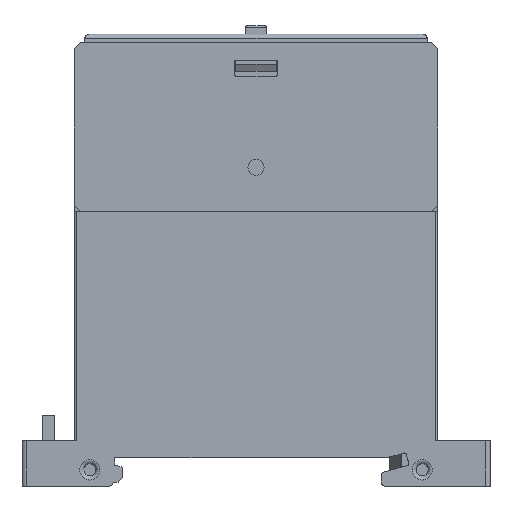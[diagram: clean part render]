
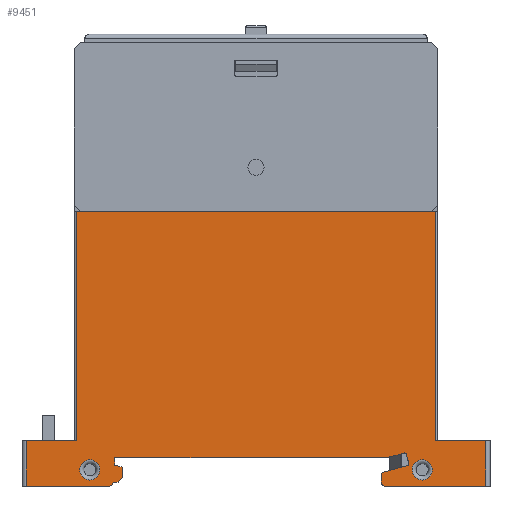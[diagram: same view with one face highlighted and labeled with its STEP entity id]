
A CAD part, front view. The second image highlights one B-rep face of the part: STEP entity #9451.
In plain terms, the highlighted planar face has unit normal (0, -1, 0).
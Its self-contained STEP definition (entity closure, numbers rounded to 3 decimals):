
#2635=PLANE('',#25547);
#4668=LINE('',#37437,#7336);
#4672=LINE('',#37446,#7340);
#4702=LINE('',#37519,#7370);
#4712=LINE('',#37545,#7380);
#4714=LINE('',#37554,#7382);
#4716=LINE('',#37563,#7384);
#4718=LINE('',#37572,#7386);
#4722=LINE('',#37588,#7390);
#4724=LINE('',#37594,#7392);
#4759=LINE('',#37677,#7427);
#4786=LINE('',#37743,#7454);
#4807=LINE('',#37789,#7475);
#4966=LINE('',#38625,#7634);
#4996=LINE('',#38690,#7664);
#5056=LINE('',#38822,#7724);
#5078=LINE('',#38893,#7746);
#5079=LINE('',#38894,#7747);
#5080=LINE('',#38897,#7748);
#5081=LINE('',#38901,#7749);
#7336=VECTOR('',#29191,1.);
#7340=VECTOR('',#29197,1.);
#7370=VECTOR('',#29251,1.);
#7380=VECTOR('',#29273,1.);
#7382=VECTOR('',#29281,1.);
#7384=VECTOR('',#29289,1.);
#7386=VECTOR('',#29297,1.);
#7390=VECTOR('',#29311,1.);
#7392=VECTOR('',#29317,1.);
#7427=VECTOR('',#29388,1.);
#7454=VECTOR('',#29453,1.);
#7475=VECTOR('',#29492,1.);
#7634=VECTOR('',#29659,1.);
#7664=VECTOR('',#29709,1.);
#7724=VECTOR('',#29799,1.);
#7746=VECTOR('',#29873,1.);
#7747=VECTOR('',#29874,1.);
#7748=VECTOR('',#29877,1.);
#7749=VECTOR('',#29880,1.);
#9451=ADVANCED_FACE('',(#9984,#9985,#9986),#2635,.F.);
#9984=FACE_BOUND('',#10630,.T.);
#9985=FACE_BOUND('',#10631,.T.);
#9986=FACE_BOUND('',#10632,.T.);
#10630=EDGE_LOOP('',(#14126,#14127,#14128,#14129,#14130,#14131,#14132,#14133,
#14134,#14135,#14136,#14137,#14138,#14139,#14140,#14141,#14142,#14143,#14144,
#14145,#14146,#14147,#14148,#14149));
#10631=EDGE_LOOP('',(#14150));
#10632=EDGE_LOOP('',(#14151));
#14126=ORIENTED_EDGE('',*,*,#21616,.T.);
#14127=ORIENTED_EDGE('',*,*,#22140,.T.);
#14128=ORIENTED_EDGE('',*,*,#21620,.T.);
#14129=ORIENTED_EDGE('',*,*,#22000,.T.);
#14130=ORIENTED_EDGE('',*,*,#21612,.T.);
#14131=ORIENTED_EDGE('',*,*,#21710,.T.);
#14132=ORIENTED_EDGE('',*,*,#21678,.F.);
#14133=ORIENTED_EDGE('',*,*,#21560,.F.);
#14134=ORIENTED_EDGE('',*,*,#21627,.T.);
#14135=ORIENTED_EDGE('',*,*,#21630,.T.);
#14136=ORIENTED_EDGE('',*,*,#22141,.T.);
#14137=ORIENTED_EDGE('',*,*,#21556,.F.);
#14138=ORIENTED_EDGE('',*,*,#21735,.F.);
#14139=ORIENTED_EDGE('',*,*,#21595,.F.);
#14140=ORIENTED_EDGE('',*,*,#21677,.F.);
#14141=ORIENTED_EDGE('',*,*,#21672,.F.);
#14142=ORIENTED_EDGE('',*,*,#22142,.T.);
#14143=ORIENTED_EDGE('',*,*,#22143,.T.);
#14144=ORIENTED_EDGE('',*,*,#22144,.T.);
#14145=ORIENTED_EDGE('',*,*,#22145,.T.);
#14146=ORIENTED_EDGE('',*,*,#21623,.T.);
#14147=ORIENTED_EDGE('',*,*,#22035,.F.);
#14148=ORIENTED_EDGE('',*,*,#21608,.T.);
#14149=ORIENTED_EDGE('',*,*,#22107,.F.);
#14150=ORIENTED_EDGE('',*,*,#22138,.F.);
#14151=ORIENTED_EDGE('',*,*,#22146,.F.);
#17832=VERTEX_POINT('',#37436);
#17833=VERTEX_POINT('',#37438);
#17836=VERTEX_POINT('',#37445);
#17837=VERTEX_POINT('',#37447);
#17865=VERTEX_POINT('',#37514);
#17867=VERTEX_POINT('',#37518);
#17877=VERTEX_POINT('',#37544);
#17878=VERTEX_POINT('',#37546);
#17881=VERTEX_POINT('',#37553);
#17882=VERTEX_POINT('',#37555);
#17885=VERTEX_POINT('',#37562);
#17886=VERTEX_POINT('',#37564);
#17889=VERTEX_POINT('',#37571);
#17890=VERTEX_POINT('',#37573);
#17891=VERTEX_POINT('',#37577);
#17893=VERTEX_POINT('',#37580);
#17895=VERTEX_POINT('',#37586);
#17898=VERTEX_POINT('',#37593);
#17928=VERTEX_POINT('',#37676);
#17929=VERTEX_POINT('',#37678);
#17931=VERTEX_POINT('',#37688);
#18329=VERTEX_POINT('',#38888);
#18331=VERTEX_POINT('',#38896);
#18332=VERTEX_POINT('',#38898);
#18333=VERTEX_POINT('',#38900);
#18334=VERTEX_POINT('',#38903);
#21556=EDGE_CURVE('',#17832,#17833,#4668,.T.);
#21560=EDGE_CURVE('',#17836,#17837,#4672,.T.);
#21595=EDGE_CURVE('',#17867,#17865,#4702,.T.);
#21608=EDGE_CURVE('',#17878,#17877,#4712,.T.);
#21612=EDGE_CURVE('',#17882,#17881,#4714,.T.);
#21616=EDGE_CURVE('',#17886,#17885,#4716,.T.);
#21620=EDGE_CURVE('',#17890,#17889,#4718,.T.);
#21623=EDGE_CURVE('',#17893,#17891,#24182,.T.);
#21627=EDGE_CURVE('',#17836,#17895,#4722,.T.);
#21630=EDGE_CURVE('',#17895,#17898,#4724,.T.);
#21672=EDGE_CURVE('',#17928,#17929,#4759,.T.);
#21677=EDGE_CURVE('',#17929,#17867,#24191,.T.);
#21678=EDGE_CURVE('',#17837,#17931,#24192,.T.);
#21710=EDGE_CURVE('',#17881,#17931,#4786,.T.);
#21735=EDGE_CURVE('',#17865,#17832,#4807,.T.);
#22000=EDGE_CURVE('',#17889,#17882,#4966,.T.);
#22035=EDGE_CURVE('',#17878,#17891,#4996,.T.);
#22107=EDGE_CURVE('',#17886,#17877,#5056,.T.);
#22138=EDGE_CURVE('',#18329,#18329,#24234,.T.);
#22140=EDGE_CURVE('',#17885,#17890,#5078,.T.);
#22141=EDGE_CURVE('',#17898,#17833,#5079,.T.);
#22142=EDGE_CURVE('',#17928,#18331,#24236,.T.);
#22143=EDGE_CURVE('',#18331,#18332,#5080,.T.);
#22144=EDGE_CURVE('',#18332,#18333,#24237,.T.);
#22145=EDGE_CURVE('',#18333,#17893,#5081,.T.);
#22146=EDGE_CURVE('',#18334,#18334,#24238,.T.);
#24182=CIRCLE('',#25438,0.5);
#24191=CIRCLE('',#25463,0.2);
#24192=CIRCLE('',#25465,0.5);
#24234=CIRCLE('',#25540,1.25);
#24236=CIRCLE('',#25544,0.2);
#24237=CIRCLE('',#25545,0.5);
#24238=CIRCLE('',#25546,1.25);
#25438=AXIS2_PLACEMENT_3D('',#37579,#29303,#29304);
#25463=AXIS2_PLACEMENT_3D('',#37685,#29396,#29397);
#25465=AXIS2_PLACEMENT_3D('',#37687,#29400,#29401);
#25540=AXIS2_PLACEMENT_3D('',#38887,#29865,#29866);
#25544=AXIS2_PLACEMENT_3D('',#38895,#29875,#29876);
#25545=AXIS2_PLACEMENT_3D('',#38899,#29878,#29879);
#25546=AXIS2_PLACEMENT_3D('',#38902,#29881,#29882);
#25547=AXIS2_PLACEMENT_3D('',#38904,#29883,#29884);
#29191=DIRECTION('',(0.,0.,-1.));
#29197=DIRECTION('',(-1.,0.,0.));
#29251=DIRECTION('',(-0.966,0.,-0.259));
#29273=DIRECTION('',(0.,0.,1.));
#29281=DIRECTION('',(0.,0.,-1.));
#29289=DIRECTION('',(0.,0.,1.));
#29297=DIRECTION('',(0.,0.,-1.));
#29303=DIRECTION('',(0.,-1.,0.));
#29304=DIRECTION('',(-0.707,0.,-0.707));
#29311=DIRECTION('',(0.643,0.,0.766));
#29317=DIRECTION('',(0.,0.,1.));
#29388=DIRECTION('',(-0.259,0.,0.966));
#29396=DIRECTION('',(0.,-1.,0.));
#29397=DIRECTION('',(0.5,0.,0.866));
#29400=DIRECTION('',(0.,1.,0.));
#29401=DIRECTION('',(0.707,0.,-0.707));
#29453=DIRECTION('',(1.,0.,0.));
#29492=DIRECTION('',(-1.,0.,0.));
#29659=DIRECTION('',(-1.,0.,0.));
#29709=DIRECTION('',(-1.,0.,0.));
#29799=DIRECTION('',(1.,0.,0.));
#29865=DIRECTION('',(0.,-1.,0.));
#29866=DIRECTION('',(-1.,0.,0.));
#29873=DIRECTION('',(-1.,0.,0.));
#29874=DIRECTION('',(-0.966,0.,0.259));
#29875=DIRECTION('',(0.,1.,0.));
#29876=DIRECTION('',(0.866,0.,-0.5));
#29877=DIRECTION('',(-0.966,0.,-0.259));
#29878=DIRECTION('',(0.,-1.,0.));
#29879=DIRECTION('',(-0.793,0.,0.609));
#29880=DIRECTION('',(0.,0.,-1.));
#29881=DIRECTION('',(0.,-1.,0.));
#29882=DIRECTION('',(-1.,0.,0.));
#29883=DIRECTION('',(0.,1.,0.));
#29884=DIRECTION('',(0.,0.,-1.));
#37436=CARTESIAN_POINT('',(-17.5,0.,3.5));
#37437=CARTESIAN_POINT('',(-17.5,0.,3.5));
#37438=CARTESIAN_POINT('',(-17.5,0.,2.6));
#37445=CARTESIAN_POINT('',(-17.1,0.,0.5));
#37446=CARTESIAN_POINT('',(-17.1,0.,0.5));
#37447=CARTESIAN_POINT('',(-17.7,0.,0.5));
#37514=CARTESIAN_POINT('',(16.177,0.,3.5));
#37518=CARTESIAN_POINT('',(18.393,0.,4.094));
#37519=CARTESIAN_POINT('',(18.586,0.,4.145));
#37544=CARTESIAN_POINT('',(28.5,0.,5.6));
#37545=CARTESIAN_POINT('',(28.5,0.,0.));
#37546=CARTESIAN_POINT('',(28.5,0.,0.));
#37553=CARTESIAN_POINT('',(-28.5,0.,0.));
#37554=CARTESIAN_POINT('',(-28.5,0.,5.6));
#37555=CARTESIAN_POINT('',(-28.5,0.,5.6));
#37562=CARTESIAN_POINT('',(22.3,0.,34.));
#37563=CARTESIAN_POINT('',(22.3,0.,5.6));
#37564=CARTESIAN_POINT('',(22.3,0.,5.6));
#37571=CARTESIAN_POINT('',(-22.3,0.,5.6));
#37572=CARTESIAN_POINT('',(-22.3,0.,34.));
#37573=CARTESIAN_POINT('',(-22.3,0.,34.));
#37577=CARTESIAN_POINT('',(16.,0.,0.));
#37579=CARTESIAN_POINT('',(16.,0.,0.5));
#37580=CARTESIAN_POINT('',(15.5,0.,0.5));
#37586=CARTESIAN_POINT('',(-16.6,0.,1.096));
#37588=CARTESIAN_POINT('',(-17.363,0.,0.186));
#37593=CARTESIAN_POINT('',(-16.6,0.,2.359));
#37594=CARTESIAN_POINT('',(-16.6,0.,1.));
#37676=CARTESIAN_POINT('',(18.948,0.,2.793));
#37677=CARTESIAN_POINT('',(19.,0.,2.6));
#37678=CARTESIAN_POINT('',(18.638,0.,3.952));
#37685=CARTESIAN_POINT('',(18.444,0.,3.901));
#37687=CARTESIAN_POINT('',(-18.2,0.,0.5));
#37688=CARTESIAN_POINT('',(-18.2,0.,0.));
#37743=CARTESIAN_POINT('',(-28.5,0.,0.));
#37789=CARTESIAN_POINT('',(16.177,0.,3.5));
#38625=CARTESIAN_POINT('',(-22.3,0.,5.6));
#38690=CARTESIAN_POINT('',(28.5,0.,0.));
#38822=CARTESIAN_POINT('',(22.3,0.,5.6));
#38887=CARTESIAN_POINT('',(-20.6,0.,2.));
#38888=CARTESIAN_POINT('',(-19.35,0.,2.));
#38893=CARTESIAN_POINT('',(-22.3,0.,34.));
#38894=CARTESIAN_POINT('',(-19.945,0.,3.255));
#38895=CARTESIAN_POINT('',(18.755,0.,2.741));
#38896=CARTESIAN_POINT('',(18.807,0.,2.548));
#38897=CARTESIAN_POINT('',(15.871,0.,1.761));
#38898=CARTESIAN_POINT('',(15.871,0.,1.761));
#38899=CARTESIAN_POINT('',(16.,0.,1.279));
#38900=CARTESIAN_POINT('',(15.5,0.,1.279));
#38901=CARTESIAN_POINT('',(15.5,0.,1.279));
#38902=CARTESIAN_POINT('',(20.6,0.,2.));
#38903=CARTESIAN_POINT('',(21.85,0.,2.));
#38904=CARTESIAN_POINT('',(-22.5,0.,3.5));
